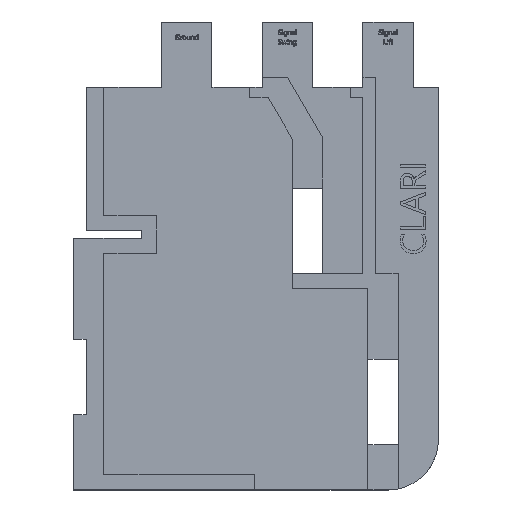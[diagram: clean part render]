
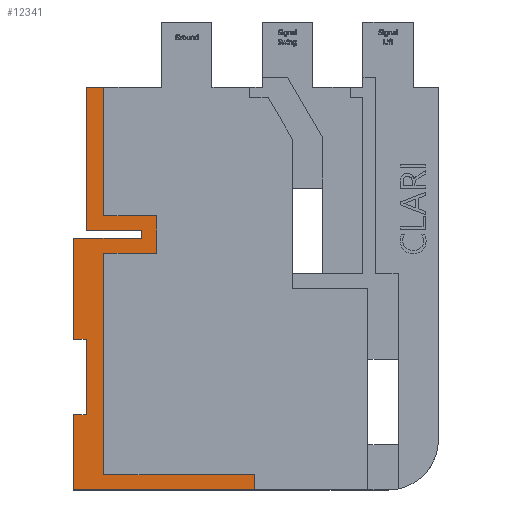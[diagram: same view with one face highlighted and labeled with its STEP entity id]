
A CAD part, top view. The second image highlights one B-rep face of the part: STEP entity #12341.
In plain terms, the highlighted planar face has unit normal (0, 0, 1).
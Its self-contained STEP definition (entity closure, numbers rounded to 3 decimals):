
#218=PLANE('',#12861);
#691=FACE_OUTER_BOUND('',#1368,.T.);
#1368=EDGE_LOOP('',(#9350,#9351,#9352,#9353,#9354,#9355,#9356,#9357,#9358,
#9359,#9360,#9361,#9362,#9363,#9364,#9365,#9366,#9367));
#2296=LINE('',#19358,#3443);
#2300=LINE('',#19365,#3447);
#2303=LINE('',#19371,#3450);
#2306=LINE('',#19377,#3453);
#2309=LINE('',#19383,#3456);
#2312=LINE('',#19389,#3459);
#2315=LINE('',#19395,#3462);
#2316=LINE('',#19399,#3463);
#2317=LINE('',#19401,#3464);
#2318=LINE('',#19403,#3465);
#2319=LINE('',#19405,#3466);
#2320=LINE('',#19407,#3467);
#2321=LINE('',#19409,#3468);
#2322=LINE('',#19411,#3469);
#2323=LINE('',#19413,#3470);
#2324=LINE('',#19415,#3471);
#2325=LINE('',#19416,#3472);
#2326=LINE('',#19417,#3473);
#3443=VECTOR('',#13823,10.);
#3447=VECTOR('',#13829,10.);
#3450=VECTOR('',#13834,10.);
#3453=VECTOR('',#13839,10.);
#3456=VECTOR('',#13844,10.);
#3459=VECTOR('',#13849,10.);
#3462=VECTOR('',#13854,10.);
#3463=VECTOR('',#13857,10.);
#3464=VECTOR('',#13858,10.);
#3465=VECTOR('',#13859,10.);
#3466=VECTOR('',#13860,10.);
#3467=VECTOR('',#13861,10.);
#3468=VECTOR('',#13862,10.);
#3469=VECTOR('',#13863,10.);
#3470=VECTOR('',#13864,10.);
#3471=VECTOR('',#13865,10.);
#3472=VECTOR('',#13866,10.);
#3473=VECTOR('',#13867,10.);
#5372=VERTEX_POINT('',#19355);
#5373=VERTEX_POINT('',#19357);
#5375=VERTEX_POINT('',#19363);
#5377=VERTEX_POINT('',#19369);
#5379=VERTEX_POINT('',#19375);
#5381=VERTEX_POINT('',#19381);
#5383=VERTEX_POINT('',#19387);
#5385=VERTEX_POINT('',#19393);
#5386=VERTEX_POINT('',#19397);
#5387=VERTEX_POINT('',#19398);
#5388=VERTEX_POINT('',#19400);
#5389=VERTEX_POINT('',#19402);
#5390=VERTEX_POINT('',#19404);
#5391=VERTEX_POINT('',#19406);
#5392=VERTEX_POINT('',#19408);
#5393=VERTEX_POINT('',#19410);
#5394=VERTEX_POINT('',#19412);
#5395=VERTEX_POINT('',#19414);
#6899=EDGE_CURVE('',#5372,#5373,#2296,.T.);
#6903=EDGE_CURVE('',#5375,#5372,#2300,.T.);
#6906=EDGE_CURVE('',#5377,#5375,#2303,.T.);
#6909=EDGE_CURVE('',#5379,#5377,#2306,.T.);
#6912=EDGE_CURVE('',#5381,#5379,#2309,.T.);
#6915=EDGE_CURVE('',#5383,#5381,#2312,.T.);
#6918=EDGE_CURVE('',#5385,#5383,#2315,.T.);
#6919=EDGE_CURVE('',#5386,#5387,#2316,.T.);
#6920=EDGE_CURVE('',#5388,#5386,#2317,.T.);
#6921=EDGE_CURVE('',#5389,#5388,#2318,.T.);
#6922=EDGE_CURVE('',#5390,#5389,#2319,.T.);
#6923=EDGE_CURVE('',#5391,#5390,#2320,.T.);
#6924=EDGE_CURVE('',#5392,#5391,#2321,.T.);
#6925=EDGE_CURVE('',#5393,#5392,#2322,.T.);
#6926=EDGE_CURVE('',#5394,#5393,#2323,.T.);
#6927=EDGE_CURVE('',#5395,#5394,#2324,.T.);
#6928=EDGE_CURVE('',#5373,#5395,#2325,.T.);
#6929=EDGE_CURVE('',#5387,#5385,#2326,.T.);
#9350=ORIENTED_EDGE('',*,*,#6919,.F.);
#9351=ORIENTED_EDGE('',*,*,#6920,.F.);
#9352=ORIENTED_EDGE('',*,*,#6921,.F.);
#9353=ORIENTED_EDGE('',*,*,#6922,.F.);
#9354=ORIENTED_EDGE('',*,*,#6923,.F.);
#9355=ORIENTED_EDGE('',*,*,#6924,.F.);
#9356=ORIENTED_EDGE('',*,*,#6925,.F.);
#9357=ORIENTED_EDGE('',*,*,#6926,.F.);
#9358=ORIENTED_EDGE('',*,*,#6927,.F.);
#9359=ORIENTED_EDGE('',*,*,#6928,.F.);
#9360=ORIENTED_EDGE('',*,*,#6899,.F.);
#9361=ORIENTED_EDGE('',*,*,#6903,.F.);
#9362=ORIENTED_EDGE('',*,*,#6906,.F.);
#9363=ORIENTED_EDGE('',*,*,#6909,.F.);
#9364=ORIENTED_EDGE('',*,*,#6912,.F.);
#9365=ORIENTED_EDGE('',*,*,#6915,.F.);
#9366=ORIENTED_EDGE('',*,*,#6918,.F.);
#9367=ORIENTED_EDGE('',*,*,#6929,.F.);
#12341=ADVANCED_FACE('',(#691),#218,.F.);
#12861=AXIS2_PLACEMENT_3D('',#19396,#13855,#13856);
#13823=DIRECTION('',(0.,-1.,0.));
#13829=DIRECTION('',(1.,0.,0.));
#13834=DIRECTION('',(0.,-1.,0.));
#13839=DIRECTION('',(-1.,0.,0.));
#13844=DIRECTION('',(0.,-1.,0.));
#13849=DIRECTION('',(1.,0.,0.));
#13854=DIRECTION('',(0.,-1.,0.));
#13855=DIRECTION('center_axis',(0.,0.,-1.));
#13856=DIRECTION('ref_axis',(-1.,0.,0.));
#13857=DIRECTION('',(0.,1.,0.));
#13858=DIRECTION('',(-1.,0.,0.));
#13859=DIRECTION('',(0.,1.,0.));
#13860=DIRECTION('',(1.,0.,0.));
#13861=DIRECTION('',(0.,1.,0.));
#13862=DIRECTION('',(-1.,0.,0.));
#13863=DIRECTION('',(0.,1.,0.));
#13864=DIRECTION('',(1.,0.,0.));
#13865=DIRECTION('',(0.,1.,0.));
#13866=DIRECTION('',(-1.,0.,0.));
#13867=DIRECTION('',(1.,0.,0.));
#19355=CARTESIAN_POINT('',(3.6,0.3,0.12));
#19357=CARTESIAN_POINT('',(3.6,0.,0.12));
#19358=CARTESIAN_POINT('',(3.6,0.,0.12));
#19363=CARTESIAN_POINT('',(0.6,0.3,0.12));
#19365=CARTESIAN_POINT('',(3.6,0.3,0.12));
#19369=CARTESIAN_POINT('',(0.6,4.7,0.12));
#19371=CARTESIAN_POINT('',(0.6,8.,0.12));
#19375=CARTESIAN_POINT('',(1.65,4.7,0.12));
#19377=CARTESIAN_POINT('',(1.65,4.7,0.12));
#19381=CARTESIAN_POINT('',(1.65,5.45,0.12));
#19383=CARTESIAN_POINT('',(1.65,5.45,0.12));
#19387=CARTESIAN_POINT('',(0.6,5.45,0.12));
#19389=CARTESIAN_POINT('',(0.6,5.45,0.12));
#19393=CARTESIAN_POINT('',(0.6,8.,0.12));
#19395=CARTESIAN_POINT('',(0.6,8.,0.12));
#19396=CARTESIAN_POINT('Origin',(1.8,4.,0.12));
#19397=CARTESIAN_POINT('',(0.25,5.15,0.12));
#19398=CARTESIAN_POINT('',(0.25,8.,0.12));
#19399=CARTESIAN_POINT('',(0.25,6.,0.12));
#19400=CARTESIAN_POINT('',(1.35,5.15,0.12));
#19401=CARTESIAN_POINT('',(1.025,5.15,0.12));
#19402=CARTESIAN_POINT('',(1.35,5.,0.12));
#19403=CARTESIAN_POINT('',(1.35,4.575,0.12));
#19404=CARTESIAN_POINT('',(0.,5.,0.12));
#19405=CARTESIAN_POINT('',(1.575,5.,0.12));
#19406=CARTESIAN_POINT('',(0.,3.,0.12));
#19407=CARTESIAN_POINT('',(0.,4.5,0.12));
#19408=CARTESIAN_POINT('',(0.25,3.,0.12));
#19409=CARTESIAN_POINT('',(0.9,3.,0.12));
#19410=CARTESIAN_POINT('',(0.25,1.5,0.12));
#19411=CARTESIAN_POINT('',(0.25,3.5,0.12));
#19412=CARTESIAN_POINT('',(0.,1.5,0.12));
#19413=CARTESIAN_POINT('',(1.025,1.5,0.12));
#19414=CARTESIAN_POINT('',(0.,0.,0.12));
#19415=CARTESIAN_POINT('',(0.,2.75,0.12));
#19416=CARTESIAN_POINT('',(0.9,0.,0.12));
#19417=CARTESIAN_POINT('',(1.775,8.,0.12));
